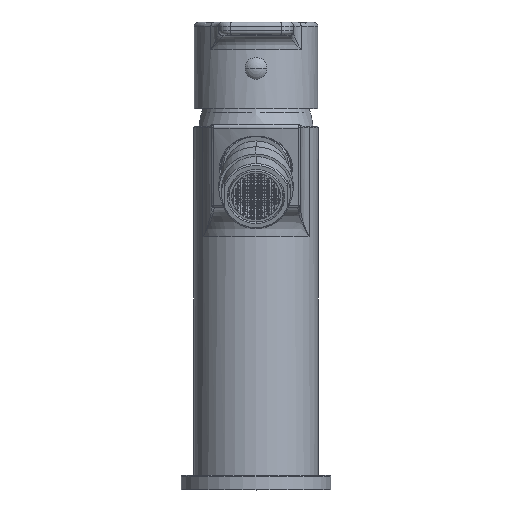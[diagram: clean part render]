
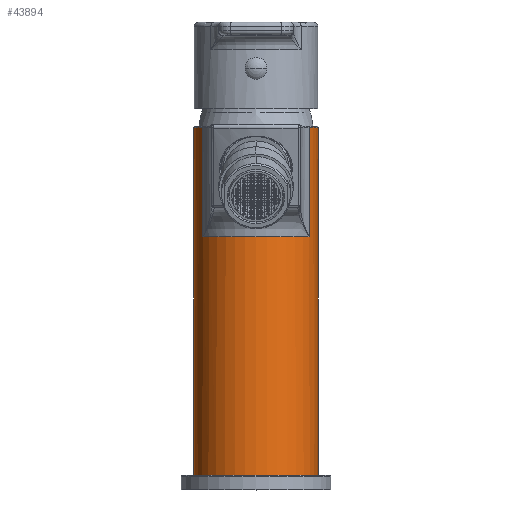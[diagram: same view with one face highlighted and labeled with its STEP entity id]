
A CAD part, top view. The second image highlights one B-rep face of the part: STEP entity #43894.
In plain terms, the highlighted cylindrical face has radius 21.6 mm (diameter 43.2 mm), a partial arc.
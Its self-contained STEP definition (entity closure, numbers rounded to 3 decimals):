
#3051=CARTESIAN_POINT('',(18.433,84.,11.26));
#3070=CARTESIAN_POINT('',(0.,84.,0.));
#3071=DIRECTION('',(0.,-1.,0.));
#3072=DIRECTION('',(0.853,0.,0.521));
#3073=AXIS2_PLACEMENT_3D('',#3070,#3071,#3072);
#3099=CARTESIAN_POINT('',(-18.433,84.,11.26));
#3101=DIRECTION('',(0.,1.,0.));
#3102=VECTOR('',#3101,38.);
#3103=CARTESIAN_POINT('',(-18.433,84.,11.26));
#3104=LINE('',#3103,#3102);
#3110=CARTESIAN_POINT('',(0.,1.,0.));
#3111=DIRECTION('',(0.,1.,0.));
#3112=DIRECTION('',(-1.,0.,0.));
#3113=AXIS2_PLACEMENT_3D('',#3110,#3111,#3112);
#3115=DIRECTION('',(0.,1.,0.));
#3116=VECTOR('',#3115,121.);
#3117=CARTESIAN_POINT('',(-21.6,1.,0.));
#3118=LINE('',#3117,#3116);
#3119=CARTESIAN_POINT('',(0.,122.,0.));
#3120=DIRECTION('',(0.,1.,0.));
#3121=DIRECTION('',(-1.,0.,0.));
#3122=AXIS2_PLACEMENT_3D('',#3119,#3120,#3121);
#3124=CARTESIAN_POINT('',(0.,122.,0.));
#3125=DIRECTION('',(0.,1.,0.));
#3126=DIRECTION('',(0.853,0.,0.521));
#3127=AXIS2_PLACEMENT_3D('',#3124,#3125,#3126);
#6771=DIRECTION('',(0.,1.,0.));
#6772=VECTOR('',#6771,121.);
#6773=CARTESIAN_POINT('',(21.6,1.,0.));
#6774=LINE('',#6773,#6772);
#30494=DIRECTION('',(0.,-1.,0.));
#30495=VECTOR('',#30494,38.);
#30496=CARTESIAN_POINT('',(18.433,122.,11.26));
#30497=LINE('',#30496,#30495);
#32512=VERTEX_POINT('',#3099);
#32520=VERTEX_POINT('',#3051);
#32549=CARTESIAN_POINT('',(18.433,122.,11.26));
#32550=VERTEX_POINT('',#32549);
#32551=CARTESIAN_POINT('',(-18.433,122.,11.26));
#32552=VERTEX_POINT('',#32551);
#32656=CARTESIAN_POINT('',(-21.6,122.,0.));
#32657=VERTEX_POINT('',#32656);
#32658=CARTESIAN_POINT('',(21.6,122.,0.));
#32659=VERTEX_POINT('',#32658);
#38988=CARTESIAN_POINT('',(21.6,1.,0.));
#38989=CARTESIAN_POINT('',(-21.6,1.,0.));
#38990=VERTEX_POINT('',#38988);
#38991=VERTEX_POINT('',#38989);
#43873=CARTESIAN_POINT('',(0.,0.,0.));
#43874=DIRECTION('',(0.,1.,0.));
#43875=DIRECTION('',(1.,0.,0.));
#43876=AXIS2_PLACEMENT_3D('',#43873,#43874,#43875);
#43877=CYLINDRICAL_SURFACE('',#43876,21.6);
#43879=ORIENTED_EDGE('',*,*,#43878,.F.);
#43881=ORIENTED_EDGE('',*,*,#43880,.T.);
#43883=ORIENTED_EDGE('',*,*,#43882,.T.);
#43884=ORIENTED_EDGE('',*,*,#43858,.F.);
#43885=ORIENTED_EDGE('',*,*,#43789,.F.);
#43887=ORIENTED_EDGE('',*,*,#43886,.F.);
#43889=ORIENTED_EDGE('',*,*,#43888,.T.);
#43891=ORIENTED_EDGE('',*,*,#43890,.F.);
#43892=EDGE_LOOP('',(#43879,#43881,#43883,#43884,#43885,#43887,#43889,#43891));
#43893=FACE_OUTER_BOUND('',#43892,.F.);
#43894=ADVANCED_FACE('',(#43893),#43877,.T.);
#3074=CIRCLE('',#3073,21.6);
#3114=CIRCLE('',#3113,21.6);
#3123=CIRCLE('',#3122,21.6);
#3128=CIRCLE('',#3127,21.6);
#43789=EDGE_CURVE('',#32520,#32512,#3074,.T.);
#43858=EDGE_CURVE('',#32512,#32552,#3104,.T.);
#43878=EDGE_CURVE('',#38991,#38990,#3114,.T.);
#43880=EDGE_CURVE('',#38991,#32657,#3118,.T.);
#43882=EDGE_CURVE('',#32657,#32552,#3123,.T.);
#43886=EDGE_CURVE('',#32550,#32520,#30497,.T.);
#43888=EDGE_CURVE('',#32550,#32659,#3128,.T.);
#43890=EDGE_CURVE('',#38990,#32659,#6774,.T.);
